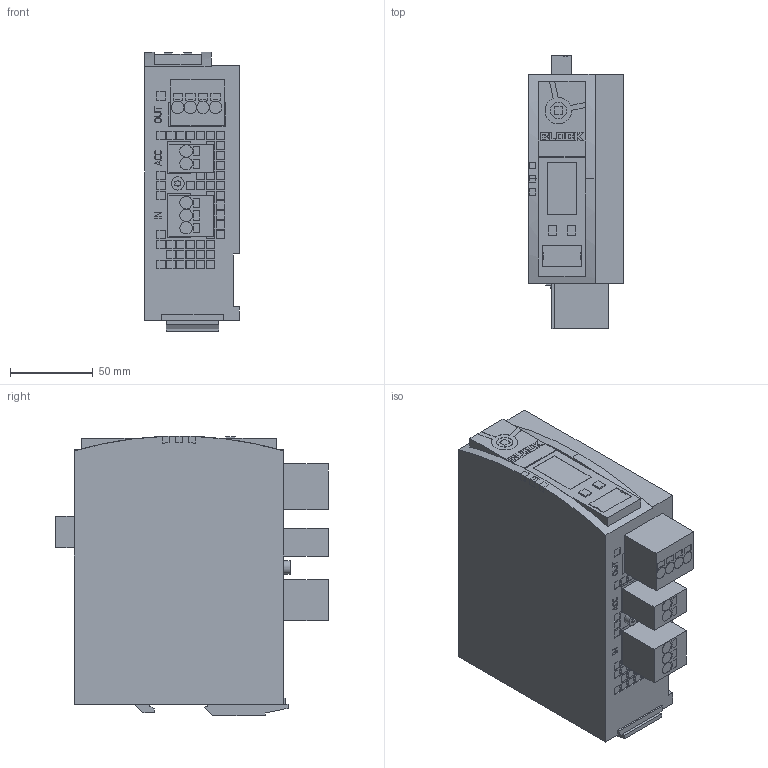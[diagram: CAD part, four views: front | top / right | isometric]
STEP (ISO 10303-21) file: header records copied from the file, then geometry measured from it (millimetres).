
FILE_DESCRIPTION (( 'STEP AP214' ), '1' );
FILE_NAME ('221875.STEP', '2024-03-21T15:10:57', ( '' ), ( '' ), 'SwSTEP 2.0', 'SolidWorks 2022', '' );
FILE_SCHEMA (( 'AUTOMOTIVE_DESIGN' ));
Length unit declared in the file: millimetre
Products named in the file (1): 221875
Bounding box: 57 x 165.1 x 169.2 mm (x, y, z)
Volume: 1189726.1 mm3; surface area: 91535.1 mm2
Topology: 5 solids, 5 shells, 1444 faces, 3574 edges, 2380 vertices
Faces by surface type: plane 1363, cylinder 79, bspline 2
Entity records: 42130 total; most frequent: CARTESIAN_POINT 7465, ORIENTED_EDGE 7148, DIRECTION 6630, EDGE_CURVE 3574, LINE 3396, VECTOR 3396, VERTEX_POINT 2380, EDGE_LOOP 1684
